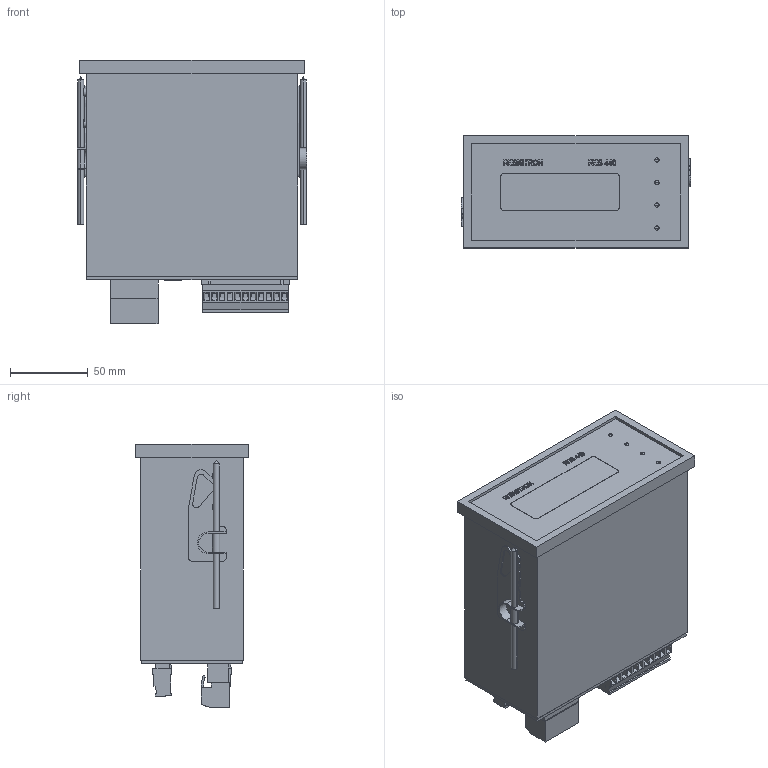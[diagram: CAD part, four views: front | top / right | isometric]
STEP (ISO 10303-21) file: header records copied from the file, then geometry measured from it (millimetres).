
FILE_DESCRIPTION(('STEP AP214'),'1');
FILE_NAME('RES-440.STP','2018-03-16T08:08:41',(' '),(' '),'Spatial InterOp 3D',' ',' ');
FILE_SCHEMA(('AUTOMOTIVE_DESIGN { 1 0 10303 214 1 1 1 1 }'));
Length unit declared in the file: millimetre
Products named in the file (1): 1
Bounding box: 147.8 x 72 x 169.2 mm (x, y, z)
Volume: 312007 mm3; surface area: 168191.8 mm2
Topology: 13 solids, 39 shells, 3022 faces, 8204 edges, 5415 vertices
Faces by surface type: cylinder 1866, plane 1144, sphere 8, cone 4
Entity records: 121048 total; most frequent: DIRECTION 18127, CARTESIAN_POINT 16642, ORIENTED_EDGE 16384, EDGE_CURVE 8192, AXIS2_PLACEMENT_3D 6900, VERTEX_POINT 5415, LINE 4327, VECTOR 4327
